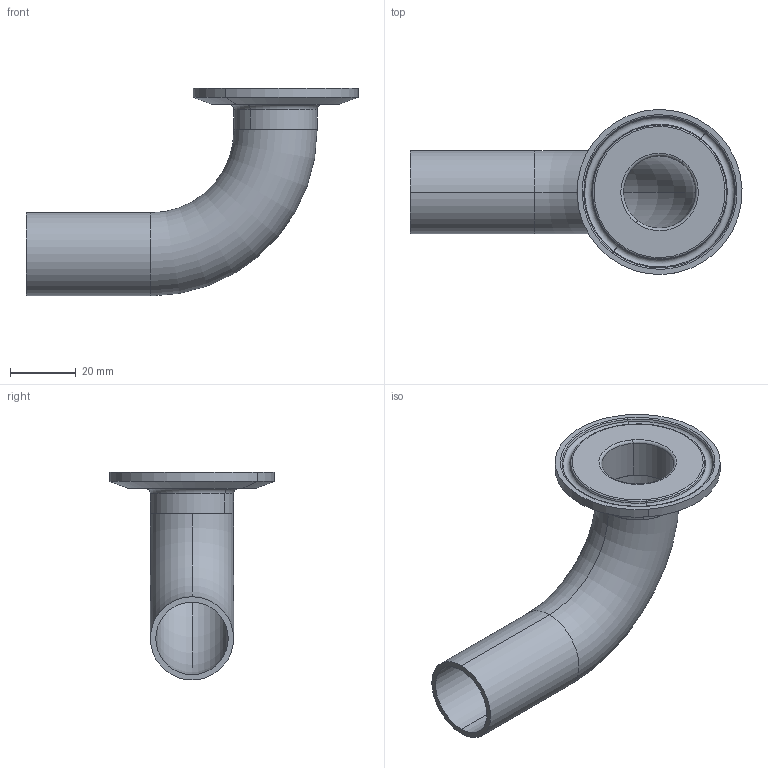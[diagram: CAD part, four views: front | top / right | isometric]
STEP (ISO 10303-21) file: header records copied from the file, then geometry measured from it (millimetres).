
FILE_DESCRIPTION (( 'STEP AP214' ), '1' );
FILE_NAME ('DT12 25.4 B.STEP', '2014-03-15T03:30:00', ( '' ), ( '' ), 'SwSTEP 2.0', 'SolidWorks 2013', '' );
FILE_SCHEMA (( 'AUTOMOTIVE_DESIGN' ));
Length unit declared in the file: inch
Products named in the file (3): DT12 25.4 B; 12 25.4; DT12 25.40
Assembly tree (2 placements, depth 2):
  DT12 25.4 B
    DT12 25.40
    12 25.4
Bounding box: 101.38 x 50.36 x 63.5 mm (x, y, z)
Volume: 19702.8 mm3; surface area: 20227.7 mm2
Topology: 2 solids, 2 shells, 36 faces, 72 edges, 42 vertices
Faces by surface type: torus 14, cylinder 10, plane 6, cone 6
Entity records: 1080 total; most frequent: DIRECTION 210, CARTESIAN_POINT 155, ORIENTED_EDGE 144, AXIS2_PLACEMENT_3D 97, EDGE_CURVE 72, CIRCLE 56, VERTEX_POINT 42, EDGE_LOOP 42
